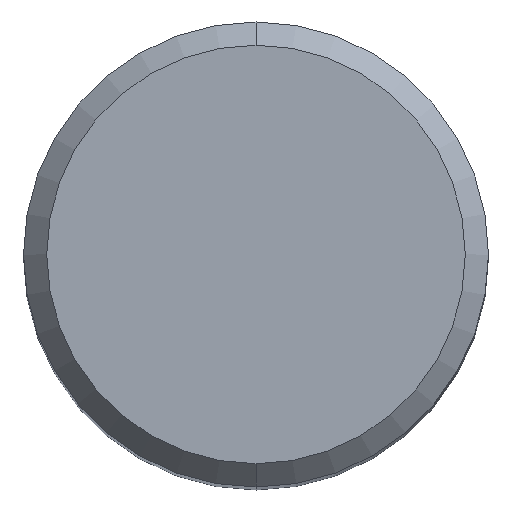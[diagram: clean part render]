
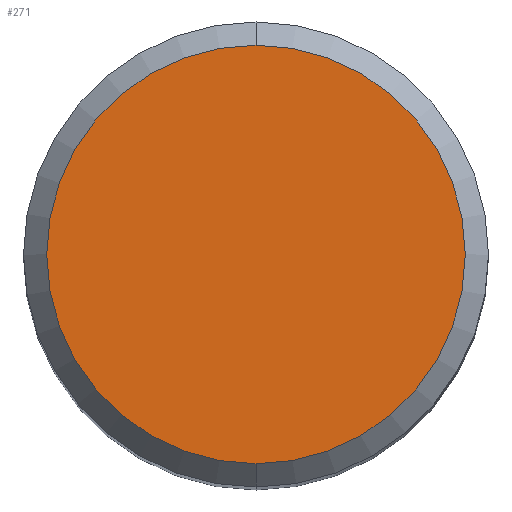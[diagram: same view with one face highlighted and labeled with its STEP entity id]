
A CAD part, top view. The second image highlights one B-rep face of the part: STEP entity #271.
In plain terms, the highlighted planar face has unit normal (0, 0, 1).
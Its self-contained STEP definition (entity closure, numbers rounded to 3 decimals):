
#271=ADVANCED_FACE('',(#571),#572,.T.);
#281=EDGE_CURVE('',#439,#437,#582,.T.);
#433=EDGE_CURVE('',#437,#439,#752,.T.);
#437=VERTEX_POINT('',#756);
#439=VERTEX_POINT('',#758);
#571=FACE_OUTER_BOUND('',#1055,.T.);
#572=PLANE('',#1056);
#582=CIRCLE('',#1069,5.4);
#752=CIRCLE('',#1435,5.4);
#756=CARTESIAN_POINT('',(0.0,5.4,0.0));
#758=CARTESIAN_POINT('',(0.,-5.4,0.0));
#1055=EDGE_LOOP('',(#1552,#1553));
#1056=AXIS2_PLACEMENT_3D('',#1554,#1555,#1556);
#1069=AXIS2_PLACEMENT_3D('',#1562,#1563,#1564);
#1435=AXIS2_PLACEMENT_3D('',#1776,#1777,#1778);
#1552=ORIENTED_EDGE('',*,*,#433,.F.);
#1553=ORIENTED_EDGE('',*,*,#281,.F.);
#1554=CARTESIAN_POINT('',(0.0,2.7,0.0));
#1555=DIRECTION('',(-0.0,0.0,1.0));
#1556=DIRECTION('',(0.0,-1.0,0.0));
#1562=CARTESIAN_POINT('',(0.0,0.0,0.0));
#1563=DIRECTION('',(0.0,0.0,-1.0));
#1564=DIRECTION('',(0.0,1.0,0.0));
#1776=CARTESIAN_POINT('',(0.0,0.0,0.0));
#1777=DIRECTION('',(0.0,0.0,-1.0));
#1778=DIRECTION('',(0.0,1.0,0.0));
